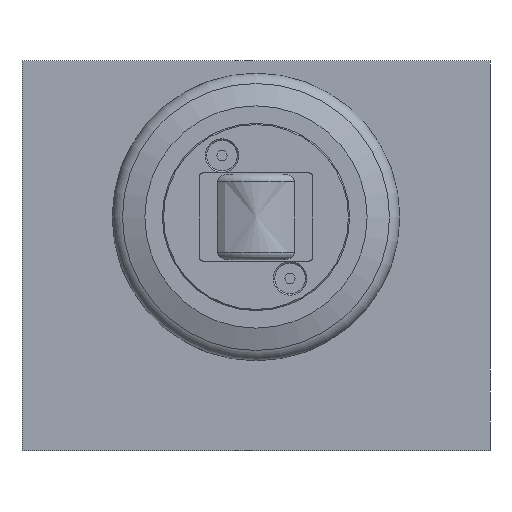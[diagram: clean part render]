
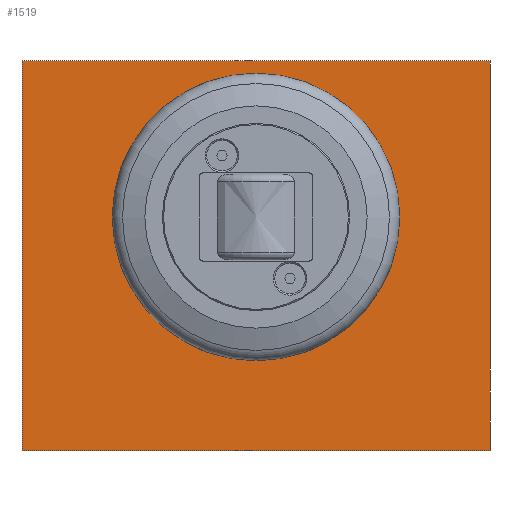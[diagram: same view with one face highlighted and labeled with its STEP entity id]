
A CAD part, front view. The second image highlights one B-rep face of the part: STEP entity #1519.
In plain terms, the highlighted planar face has unit normal (0, -1, 0).
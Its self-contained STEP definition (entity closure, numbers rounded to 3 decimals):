
#72=FACE_BOUND('',#312,.T.);
#133=CIRCLE('',#1678,23.5);
#210=FACE_OUTER_BOUND('',#311,.T.);
#311=EDGE_LOOP('',(#1300,#1301,#1302,#1303));
#312=EDGE_LOOP('',(#1304));
#408=LINE('',#2469,#543);
#413=LINE('',#2483,#548);
#431=LINE('',#2549,#566);
#434=LINE('',#2553,#569);
#543=VECTOR('',#1961,10.);
#548=VECTOR('',#1972,10.);
#566=VECTOR('',#2030,10.);
#569=VECTOR('',#2035,10.);
#689=VERTEX_POINT('',#2466);
#690=VERTEX_POINT('',#2468);
#696=VERTEX_POINT('',#2482);
#724=VERTEX_POINT('',#2548);
#733=VERTEX_POINT('',#2582);
#875=EDGE_CURVE('',#690,#689,#408,.T.);
#882=EDGE_CURVE('',#696,#690,#413,.T.);
#915=EDGE_CURVE('',#696,#724,#431,.T.);
#918=EDGE_CURVE('',#724,#689,#434,.T.);
#932=EDGE_CURVE('',#733,#733,#133,.T.);
#1300=ORIENTED_EDGE('',*,*,#875,.T.);
#1301=ORIENTED_EDGE('',*,*,#918,.F.);
#1302=ORIENTED_EDGE('',*,*,#915,.F.);
#1303=ORIENTED_EDGE('',*,*,#882,.T.);
#1304=ORIENTED_EDGE('',*,*,#932,.T.);
#1445=PLANE('',#1677);
#1519=ADVANCED_FACE('',(#210,#72),#1445,.T.);
#1677=AXIS2_PLACEMENT_3D('',#2581,#2061,#2062);
#1678=AXIS2_PLACEMENT_3D('',#2583,#2063,#2064);
#1961=DIRECTION('',(0.,0.,1.));
#1972=DIRECTION('',(1.,0.,0.));
#2030=DIRECTION('',(0.,0.,1.));
#2035=DIRECTION('',(1.,0.,0.));
#2061=DIRECTION('center_axis',(0.,-1.,0.));
#2062=DIRECTION('ref_axis',(0.,0.,-1.));
#2063=DIRECTION('center_axis',(0.,1.,0.));
#2064=DIRECTION('ref_axis',(0.,0.,1.));
#2466=CARTESIAN_POINT('',(120.,0.,100.));
#2468=CARTESIAN_POINT('',(120.,0.,0.));
#2469=CARTESIAN_POINT('',(120.,0.,0.));
#2482=CARTESIAN_POINT('',(0.,0.,0.));
#2483=CARTESIAN_POINT('',(0.,0.,0.));
#2548=CARTESIAN_POINT('',(0.,0.,100.));
#2549=CARTESIAN_POINT('',(0.,0.,0.));
#2553=CARTESIAN_POINT('',(0.,0.,100.));
#2581=CARTESIAN_POINT('Origin',(0.,0.,0.));
#2582=CARTESIAN_POINT('',(60.,0.,36.5));
#2583=CARTESIAN_POINT('Origin',(60.,0.,60.));
